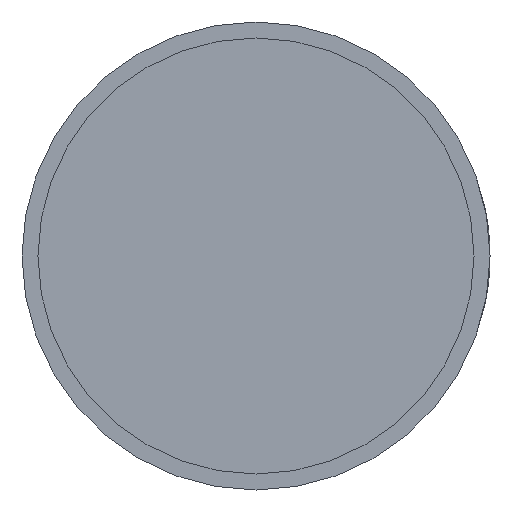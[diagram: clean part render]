
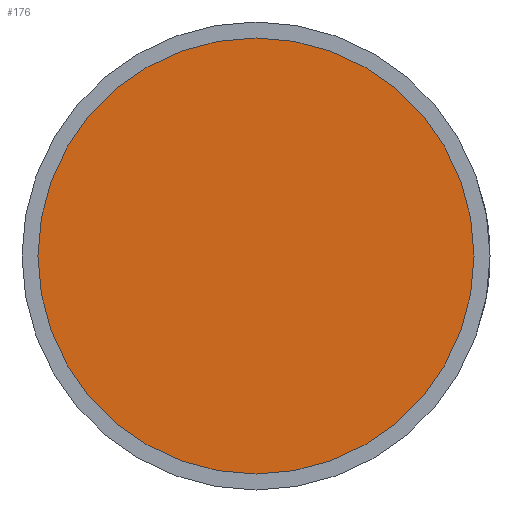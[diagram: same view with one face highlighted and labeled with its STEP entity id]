
A CAD part, front view. The second image highlights one B-rep face of the part: STEP entity #176.
In plain terms, the highlighted planar face has unit normal (0, -1, 0).
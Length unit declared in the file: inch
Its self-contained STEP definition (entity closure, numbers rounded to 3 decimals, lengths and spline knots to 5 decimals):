
#42 = CIRCLE ( 'NONE', #508, 0.4565 ) ;
#92 = PLANE ( 'NONE',  #388 ) ;
#107 = CIRCLE ( 'NONE', #288, 0.4565 ) ;
#119 = EDGE_CURVE ( 'NONE', #292, #355, #42, .T. ) ;
#133 = CARTESIAN_POINT ( 'NONE',  ( 0., -0.27551, 0. ) ) ;
#142 = FACE_OUTER_BOUND ( 'NONE', #408, .T. ) ;
#144 = ORIENTED_EDGE ( 'NONE', *, *, #119, .T. ) ;
#176 = ADVANCED_FACE ( 'NONE', ( #142 ), #92, .T. ) ;
#242 = DIRECTION ( 'NONE',  ( 0., -1., 0. ) ) ;
#246 = CARTESIAN_POINT ( 'NONE',  ( 0., -0.27551, 0. ) ) ;
#288 = AXIS2_PLACEMENT_3D ( 'NONE', #133, #242, #615 ) ;
#292 = VERTEX_POINT ( 'NONE', #368 ) ;
#318 = DIRECTION ( 'NONE',  ( 0., 0., -1. ) ) ;
#355 = VERTEX_POINT ( 'NONE', #545 ) ;
#368 = CARTESIAN_POINT ( 'NONE',  ( 0., -0.27551, 0.4565 ) ) ;
#388 = AXIS2_PLACEMENT_3D ( 'NONE', #459, #579, #410 ) ;
#408 = EDGE_LOOP ( 'NONE', ( #144, #627 ) ) ;
#410 = DIRECTION ( 'NONE',  ( 0., 0., -1. ) ) ;
#459 = CARTESIAN_POINT ( 'NONE',  ( 0., -0.27551, 0. ) ) ;
#508 = AXIS2_PLACEMENT_3D ( 'NONE', #246, #570, #318 ) ;
#545 = CARTESIAN_POINT ( 'NONE',  ( 0., -0.27551, -0.4565 ) ) ;
#570 = DIRECTION ( 'NONE',  ( 0., -1., 0. ) ) ;
#579 = DIRECTION ( 'NONE',  ( 0., -1., 0. ) ) ;
#608 = EDGE_CURVE ( 'NONE', #355, #292, #107, .T. ) ;
#615 = DIRECTION ( 'NONE',  ( 0., 0., -1. ) ) ;
#627 = ORIENTED_EDGE ( 'NONE', *, *, #608, .T. ) ;
